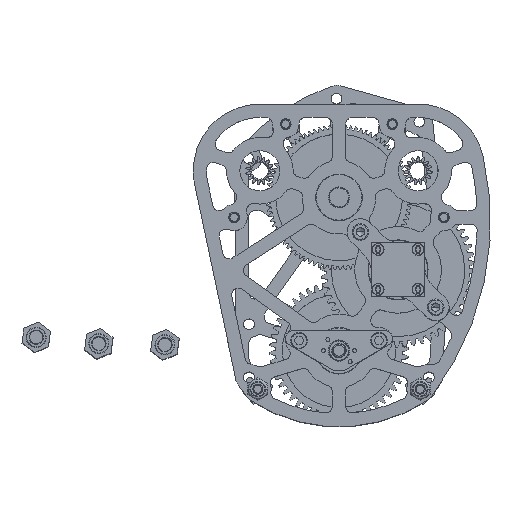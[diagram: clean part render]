
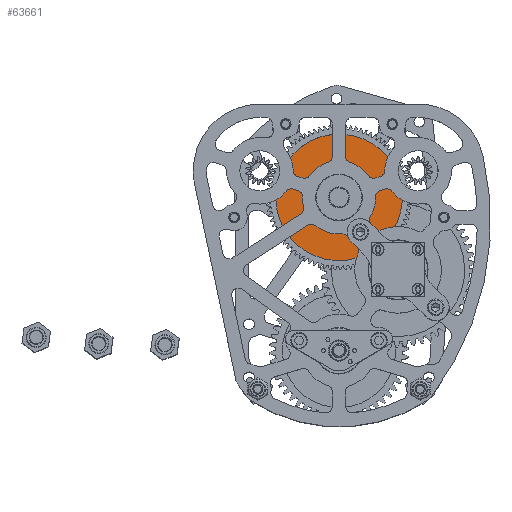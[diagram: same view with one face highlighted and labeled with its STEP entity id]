
A CAD part, top view. The second image highlights one B-rep face of the part: STEP entity #63661.
In plain terms, the highlighted face is planar.
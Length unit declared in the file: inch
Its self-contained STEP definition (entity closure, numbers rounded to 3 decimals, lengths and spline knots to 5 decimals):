
#6816 = CIRCLE ( 'NONE', #100347, 0.2625 ) ;
#9547 = DIRECTION ( 'NONE',  ( 1., 0., 0. ) ) ;
#10137 = AXIS2_PLACEMENT_3D ( 'NONE', #40621, #50602, #120241 ) ;
#11168 = DIRECTION ( 'NONE',  ( 1., 0., 0. ) ) ;
#16431 = VERTEX_POINT ( 'NONE', #82869 ) ;
#17280 = CARTESIAN_POINT ( 'NONE',  ( 0.3, 0., 0. ) ) ;
#20745 = VERTEX_POINT ( 'NONE', #106425 ) ;
#26359 = EDGE_CURVE ( 'NONE', #16431, #26905, #6816, .T. ) ;
#26905 = VERTEX_POINT ( 'NONE', #115484 ) ;
#27279 = DIRECTION ( 'NONE',  ( 0., 0., -1. ) ) ;
#28477 = ORIENTED_EDGE ( 'NONE', *, *, #52175, .T. ) ;
#40606 = CIRCLE ( 'NONE', #84214, 1.1875 ) ;
#40621 = CARTESIAN_POINT ( 'NONE',  ( 0.3, 0., 0. ) ) ;
#41905 = ORIENTED_EDGE ( 'NONE', *, *, #85897, .T. ) ;
#44799 = CARTESIAN_POINT ( 'NONE',  ( 0.3, 0., 0. ) ) ;
#48068 = EDGE_LOOP ( 'NONE', ( #41905, #28477 ) ) ;
#50602 = DIRECTION ( 'NONE',  ( 1., 0., 0. ) ) ;
#52175 = EDGE_CURVE ( 'NONE', #60963, #20745, #40606, .T. ) ;
#54803 = DIRECTION ( 'NONE',  ( 0., 0., -1. ) ) ;
#60341 = ORIENTED_EDGE ( 'NONE', *, *, #79157, .F. ) ;
#60963 = VERTEX_POINT ( 'NONE', #80673 ) ;
#63185 = FACE_OUTER_BOUND ( 'NONE', #48068, .T. ) ;
#63661 = ADVANCED_FACE ( 'NONE', ( #66338, #63185 ), #100213, .T. ) ;
#66338 = FACE_BOUND ( 'NONE', #120804, .T. ) ;
#69096 = CARTESIAN_POINT ( 'NONE',  ( 0.3, 0., 0. ) ) ;
#70689 = CARTESIAN_POINT ( 'NONE',  ( 0.3, 0., 0. ) ) ;
#79135 = DIRECTION ( 'NONE',  ( 0., 0., -1. ) ) ;
#79157 = EDGE_CURVE ( 'NONE', #26905, #16431, #108937, .T. ) ;
#80055 = ORIENTED_EDGE ( 'NONE', *, *, #26359, .F. ) ;
#80673 = CARTESIAN_POINT ( 'NONE',  ( 0.3, 0., 1.1875 ) ) ;
#80711 = DIRECTION ( 'NONE',  ( 0., 0., -1. ) ) ;
#82869 = CARTESIAN_POINT ( 'NONE',  ( 0.3, 0., -0.2625 ) ) ;
#84214 = AXIS2_PLACEMENT_3D ( 'NONE', #70689, #11168, #80711 ) ;
#85897 = EDGE_CURVE ( 'NONE', #20745, #60963, #116672, .T. ) ;
#86848 = DIRECTION ( 'NONE',  ( 1., 0., 0. ) ) ;
#100213 = PLANE ( 'NONE',  #10137 ) ;
#100347 = AXIS2_PLACEMENT_3D ( 'NONE', #69096, #9547, #79135 ) ;
#106425 = CARTESIAN_POINT ( 'NONE',  ( 0.3, 0., -1.1875 ) ) ;
#108937 = CIRCLE ( 'NONE', #120240, 0.2625 ) ;
#114464 = DIRECTION ( 'NONE',  ( 1., 0., 0. ) ) ;
#115484 = CARTESIAN_POINT ( 'NONE',  ( 0.3, 0., 0.2625 ) ) ;
#116672 = CIRCLE ( 'NONE', #120943, 1.1875 ) ;
#120240 = AXIS2_PLACEMENT_3D ( 'NONE', #17280, #86848, #27279 ) ;
#120241 = DIRECTION ( 'NONE',  ( 0., 0., -1. ) ) ;
#120804 = EDGE_LOOP ( 'NONE', ( #60341, #80055 ) ) ;
#120943 = AXIS2_PLACEMENT_3D ( 'NONE', #44799, #114464, #54803 ) ;
